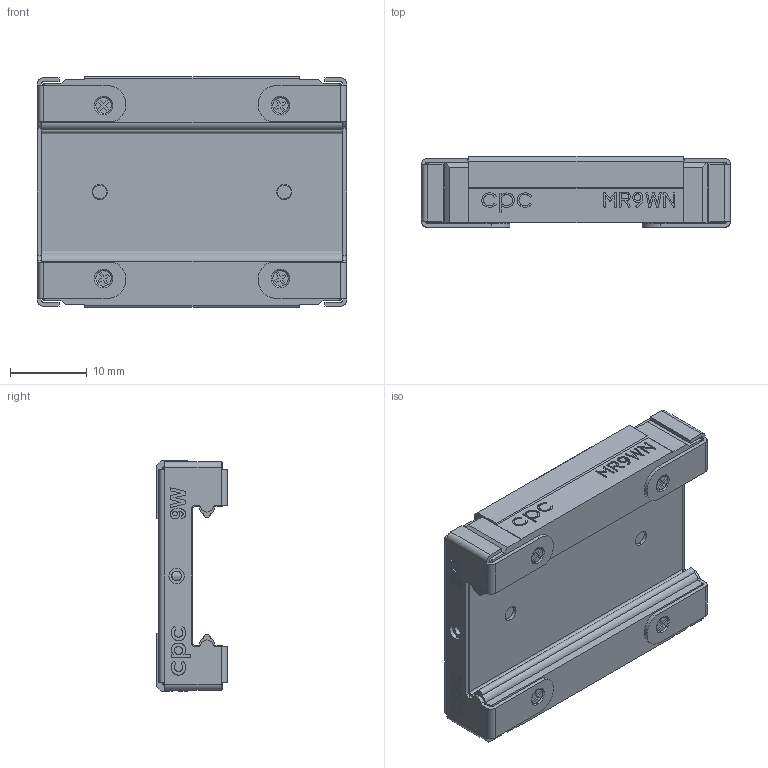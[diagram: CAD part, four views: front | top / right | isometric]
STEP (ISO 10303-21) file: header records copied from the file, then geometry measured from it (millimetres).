
FILE_DESCRIPTION (( 'STEP AP203' ), '1' );
FILE_NAME ('9WN-EE_EZ.STEP', '2009-08-03T03:22:51', ( 'cpc' ), ( '' ), 'SwSTEP 2.0', 'SolidWorks 2007', '' );
FILE_SCHEMA (( 'CONFIG_CONTROL_DESIGN' ));
Length unit declared in the file: millimetre
Products named in the file (5): 9WN-SS-ZZ-block(x1)_預設; MR9W加強片-x2   _預設; 9WN-EE_EZ; M2x0.4-screw-2_10x_內六角_預設; M1x0.25-screw-2_預設
Assembly tree (9 placements, depth 2):
  9WN-EE_EZ
    M1x0.25-screw-2_預設  x4
    MR9W加強片-x2   _預設  x2
    9WN-SS-ZZ-block(x1)_預設
    M2x0.4-screw-2_10x_內六角_預設  x2
Bounding box: 40.2 x 9.2 x 30 mm (x, y, z)
Volume: 7236.2 mm3; surface area: 6318.8 mm2
Topology: 9 solids, 9 shells, 1055 faces, 2833 edges, 1866 vertices
Faces by surface type: plane 481, bspline 392, cylinder 126, cone 56
Entity records: 38452 total; most frequent: CARTESIAN_POINT 20600, ORIENTED_EDGE 4098, DIRECTION 2563, EDGE_CURVE 2049, VERTEX_POINT 1354, VECTOR 1225, LINE 1225, EDGE_LOOP 839
